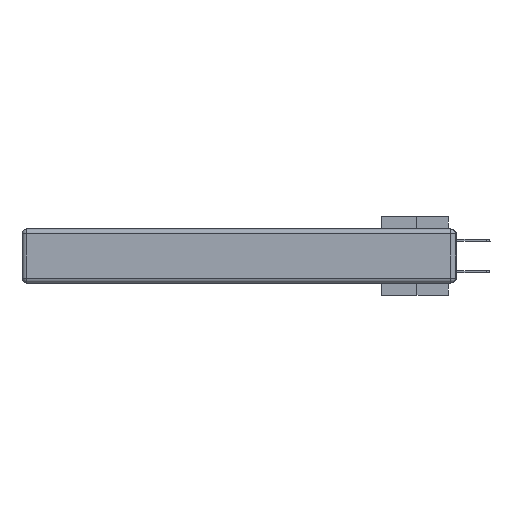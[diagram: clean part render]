
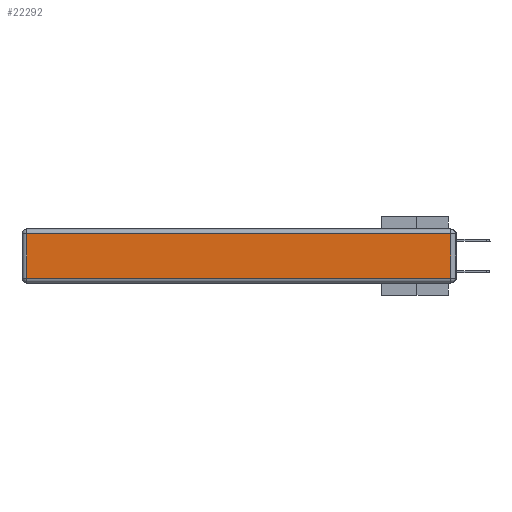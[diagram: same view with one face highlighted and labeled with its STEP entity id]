
A CAD part, left-side view. The second image highlights one B-rep face of the part: STEP entity #22292.
In plain terms, the highlighted planar face has unit normal (-1, 0, 0).
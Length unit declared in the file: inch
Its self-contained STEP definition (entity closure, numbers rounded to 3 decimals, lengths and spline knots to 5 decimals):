
#1410 = CARTESIAN_POINT ( 'NONE',  ( 0., 2.72, -0.313 ) ) ;
#2826 = LINE ( 'NONE', #8541, #22089 ) ;
#3048 = EDGE_LOOP ( 'NONE', ( #4080, #13763, #32663, #27751 ) ) ;
#3226 = PLANE ( 'NONE',  #26126 ) ;
#3594 = CARTESIAN_POINT ( 'NONE',  ( 0., 2.75, -0.03 ) ) ;
#4080 = ORIENTED_EDGE ( 'NONE', *, *, #29761, .T. ) ;
#5275 = VERTEX_POINT ( 'NONE', #19375 ) ;
#6874 = EDGE_CURVE ( 'NONE', #21656, #30297, #2826, .T. ) ;
#7116 = VERTEX_POINT ( 'NONE', #22891 ) ;
#8541 = CARTESIAN_POINT ( 'NONE',  ( 0., 2.72, -0.343 ) ) ;
#10397 = DIRECTION ( 'NONE',  ( 0., -1., 0. ) ) ;
#10591 = LINE ( 'NONE', #30853, #31464 ) ;
#13763 = ORIENTED_EDGE ( 'NONE', *, *, #20425, .T. ) ;
#14017 = CARTESIAN_POINT ( 'NONE',  ( 0., 0.03, -0.343 ) ) ;
#15528 = CARTESIAN_POINT ( 'NONE',  ( 0., 0., -0.343 ) ) ;
#19375 = CARTESIAN_POINT ( 'NONE',  ( 0., 0.03, -0.313 ) ) ;
#20425 = EDGE_CURVE ( 'NONE', #5275, #7116, #23352, .T. ) ;
#21656 = VERTEX_POINT ( 'NONE', #25514 ) ;
#22089 = VECTOR ( 'NONE', #35244, 39.37008 ) ;
#22292 = ADVANCED_FACE ( 'NONE', ( #32911 ), #3226, .T. ) ;
#22330 = DIRECTION ( 'NONE',  ( 0., 0., 1. ) ) ;
#22891 = CARTESIAN_POINT ( 'NONE',  ( 0., 0.03, -0.03 ) ) ;
#22943 = VECTOR ( 'NONE', #26278, 39.37008 ) ;
#23352 = LINE ( 'NONE', #14017, #22943 ) ;
#24651 = DIRECTION ( 'NONE',  ( 0., 1., 0. ) ) ;
#25514 = CARTESIAN_POINT ( 'NONE',  ( 0., 2.72, -0.03 ) ) ;
#26126 = AXIS2_PLACEMENT_3D ( 'NONE', #15528, #27422, #22330 ) ;
#26278 = DIRECTION ( 'NONE',  ( 0., 0., 1. ) ) ;
#27422 = DIRECTION ( 'NONE',  ( -1., 0., 0. ) ) ;
#27751 = ORIENTED_EDGE ( 'NONE', *, *, #6874, .T. ) ;
#29761 = EDGE_CURVE ( 'NONE', #30297, #5275, #10591, .T. ) ;
#30297 = VERTEX_POINT ( 'NONE', #1410 ) ;
#30325 = LINE ( 'NONE', #3594, #32227 ) ;
#30853 = CARTESIAN_POINT ( 'NONE',  ( 0., 0., -0.313 ) ) ;
#31428 = EDGE_CURVE ( 'NONE', #7116, #21656, #30325, .T. ) ;
#31464 = VECTOR ( 'NONE', #10397, 39.37008 ) ;
#32227 = VECTOR ( 'NONE', #24651, 39.37008 ) ;
#32663 = ORIENTED_EDGE ( 'NONE', *, *, #31428, .T. ) ;
#32911 = FACE_OUTER_BOUND ( 'NONE', #3048, .T. ) ;
#35244 = DIRECTION ( 'NONE',  ( 0., 0., -1. ) ) ;
